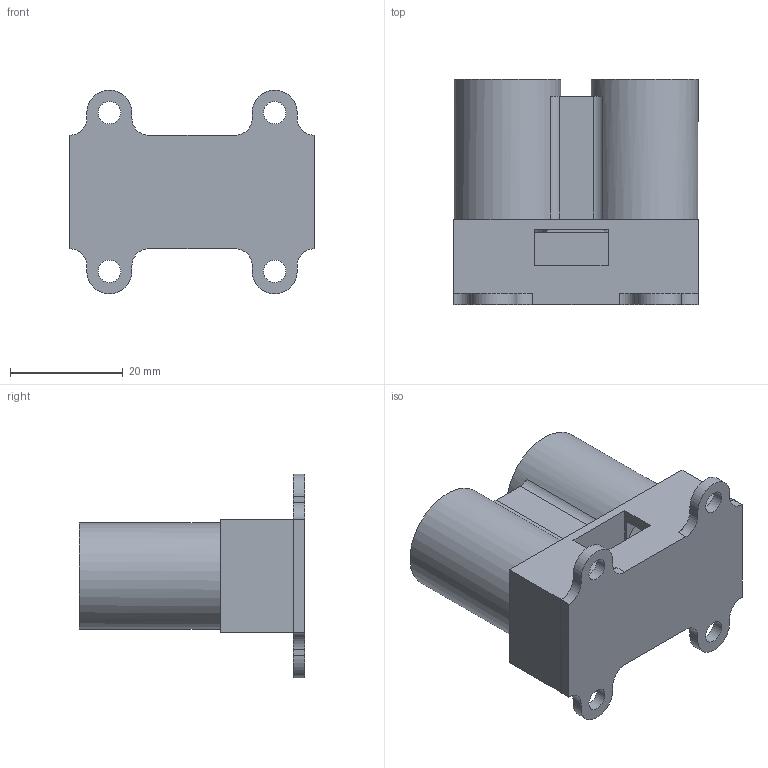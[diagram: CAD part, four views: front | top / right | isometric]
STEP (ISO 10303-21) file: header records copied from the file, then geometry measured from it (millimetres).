
FILE_DESCRIPTION(/* description */ (''),/* implementation_level */ '2;1');
FILE_NAME(/* name */ 'Sparkfun Lidar System.step',/* time_stamp */ '2017-09-15T21:16:00-04:00',/* author */ (''),/* organization */ (''),/* preprocessor_version */ 'ST-DEVELOPER v16.13',/* originating_system */ 'Autodesk Translation Framework v6.1.1.50',/* authorisation */ '');
FILE_SCHEMA (('AUTOMOTIVE_DESIGN { 1 0 10303 214 3 1 1 }'));
Length unit declared in the file: millimetre
Products named in the file (1): Lidar & Servo Motor Enclosure v5
Bounding box: 43.54 x 40 x 36.19 mm (x, y, z)
Volume: 12924.8 mm3; surface area: 11286.1 mm2
Topology: 1 solids, 1 shells, 66 faces, 180 edges, 116 vertices
Faces by surface type: plane 42, cylinder 24
Full cylindrical faces by diameter (mm): 4 x4, 14.709 x2, 18.976 x2
Entity records: 2050 total; most frequent: DIRECTION 354, CARTESIAN_POINT 347, ORIENTED_EDGE 336, EDGE_CURVE 168, AXIS2_PLACEMENT_3D 119, LINE 116, VECTOR 116, VERTEX_POINT 112
